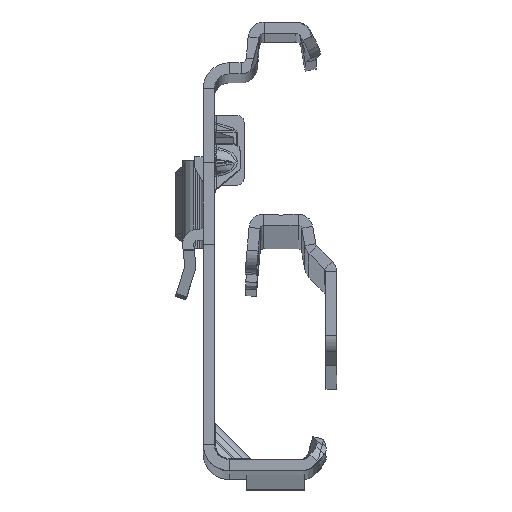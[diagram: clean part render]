
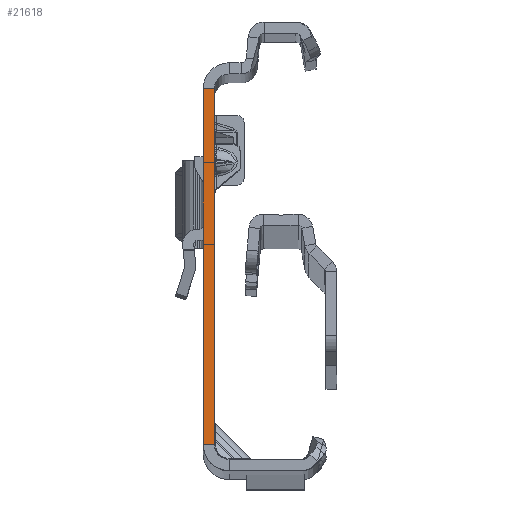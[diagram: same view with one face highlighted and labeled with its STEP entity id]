
A CAD part, top view. The second image highlights one B-rep face of the part: STEP entity #21618.
In plain terms, the highlighted planar face has unit normal (0, 0, 1).
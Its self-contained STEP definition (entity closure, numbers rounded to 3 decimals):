
#314 = EDGE_CURVE ( 'NONE', #5891, #16488, #17846, .T. ) ;
#1070 = AXIS2_PLACEMENT_3D ( 'NONE', #3829, #29806, #33711 ) ;
#2571 = DIRECTION ( 'NONE',  ( -1., 0., 0. ) ) ;
#3595 = FACE_OUTER_BOUND ( 'NONE', #8231, .T. ) ;
#3829 = CARTESIAN_POINT ( 'NONE',  ( -1.5, -27.865, 0. ) ) ;
#5167 = ORIENTED_EDGE ( 'NONE', *, *, #45768, .T. ) ;
#5891 = VERTEX_POINT ( 'NONE', #6241 ) ;
#6241 = CARTESIAN_POINT ( 'NONE',  ( 0., -25.865, 0. ) ) ;
#8231 = EDGE_LOOP ( 'NONE', ( #10912, #45677, #5167, #33455 ) ) ;
#10690 = VERTEX_POINT ( 'NONE', #27398 ) ;
#10721 = EDGE_CURVE ( 'NONE', #10690, #26750, #23756, .T. ) ;
#10912 = ORIENTED_EDGE ( 'NONE', *, *, #11751, .F. ) ;
#11751 = EDGE_CURVE ( 'NONE', #10690, #5891, #17634, .T. ) ;
#13500 = CARTESIAN_POINT ( 'NONE',  ( 0., -25.865, 0. ) ) ;
#16488 = VERTEX_POINT ( 'NONE', #41243 ) ;
#17634 = LINE ( 'NONE', #24707, #45462 ) ;
#17846 = LINE ( 'NONE', #13500, #21707 ) ;
#18451 = LINE ( 'NONE', #44660, #28971 ) ;
#21618 = ADVANCED_FACE ( 'NONE', ( #3595 ), #44855, .T. ) ;
#21707 = VECTOR ( 'NONE', #2571, 1000. ) ;
#23756 = LINE ( 'NONE', #31727, #34348 ) ;
#24707 = CARTESIAN_POINT ( 'NONE',  ( 0., -27.865, 0. ) ) ;
#26750 = VERTEX_POINT ( 'NONE', #26898 ) ;
#26898 = CARTESIAN_POINT ( 'NONE',  ( -1.5, 22.135, 0. ) ) ;
#27398 = CARTESIAN_POINT ( 'NONE',  ( 0., 22.135, 0. ) ) ;
#28545 = DIRECTION ( 'NONE',  ( 0., -1., 0. ) ) ;
#28971 = VECTOR ( 'NONE', #48045, 1000. ) ;
#29806 = DIRECTION ( 'NONE',  ( 0., 0., 1. ) ) ;
#31727 = CARTESIAN_POINT ( 'NONE',  ( 0., 22.135, 0. ) ) ;
#33455 = ORIENTED_EDGE ( 'NONE', *, *, #314, .F. ) ;
#33711 = DIRECTION ( 'NONE',  ( 1., 0., 0. ) ) ;
#34348 = VECTOR ( 'NONE', #46520, 1000. ) ;
#41243 = CARTESIAN_POINT ( 'NONE',  ( -1.5, -25.865, 0. ) ) ;
#44660 = CARTESIAN_POINT ( 'NONE',  ( -1.5, -27.865, 0. ) ) ;
#44855 = PLANE ( 'NONE',  #1070 ) ;
#45462 = VECTOR ( 'NONE', #28545, 1000. ) ;
#45677 = ORIENTED_EDGE ( 'NONE', *, *, #10721, .T. ) ;
#45768 = EDGE_CURVE ( 'NONE', #26750, #16488, #18451, .T. ) ;
#46520 = DIRECTION ( 'NONE',  ( -1., 0., 0. ) ) ;
#48045 = DIRECTION ( 'NONE',  ( 0., -1., 0. ) ) ;
